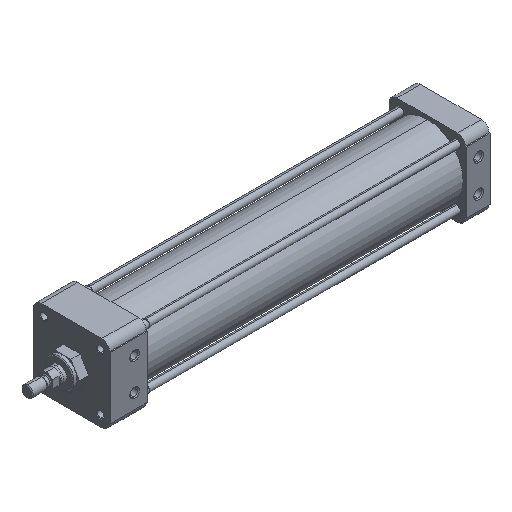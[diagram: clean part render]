
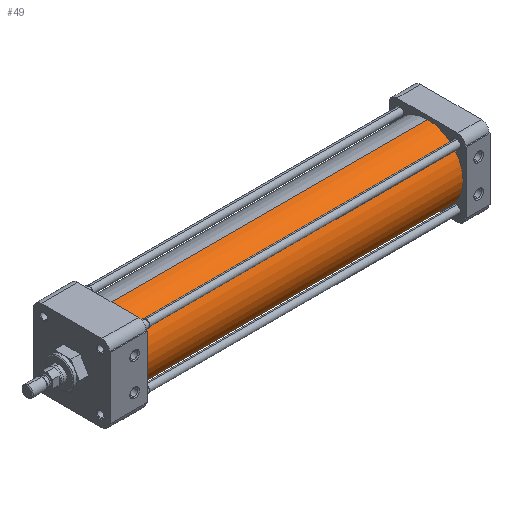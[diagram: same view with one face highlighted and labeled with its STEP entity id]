
A CAD part, isometric view. The second image highlights one B-rep face of the part: STEP entity #49.
In plain terms, the highlighted cylindrical face has radius 34.925 mm (diameter 69.85 mm), a partial arc.
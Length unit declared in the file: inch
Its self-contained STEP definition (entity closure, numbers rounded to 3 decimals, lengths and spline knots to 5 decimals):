
#49 = ADVANCED_FACE ( 'NONE', ( #5717 ), #9861, .T. ) ;
#923 = EDGE_CURVE ( 'NONE', #3843, #10103, #13119, .T. ) ;
#1307 = CARTESIAN_POINT ( 'NONE',  ( 1.42, 0., 1.375 ) ) ;
#1933 = CARTESIAN_POINT ( 'NONE',  ( 13.826, 0., -1.375 ) ) ;
#2239 = DIRECTION ( 'NONE',  ( 1., 0., 0. ) ) ;
#2386 = AXIS2_PLACEMENT_3D ( 'NONE', #2719, #2955, #11470 ) ;
#2632 = ORIENTED_EDGE ( 'NONE', *, *, #7427, .T. ) ;
#2719 = CARTESIAN_POINT ( 'NONE',  ( 13.826, 0., 0. ) ) ;
#2812 = CARTESIAN_POINT ( 'NONE',  ( 13.826, 0., 1.375 ) ) ;
#2955 = DIRECTION ( 'NONE',  ( 1., 0., 0. ) ) ;
#3843 = VERTEX_POINT ( 'NONE', #1307 ) ;
#4643 = VECTOR ( 'NONE', #2239, 39.37008 ) ;
#4961 = CARTESIAN_POINT ( 'NONE',  ( 13.826, 0., 0. ) ) ;
#5004 = CARTESIAN_POINT ( 'NONE',  ( 1.42, 0., 0. ) ) ;
#5017 = CIRCLE ( 'NONE', #6859, 1.375 ) ;
#5440 = EDGE_LOOP ( 'NONE', ( #10017, #10974, #2632, #10399 ) ) ;
#5717 = FACE_OUTER_BOUND ( 'NONE', #5440, .T. ) ;
#6071 = DIRECTION ( 'NONE',  ( 0., 0., -1. ) ) ;
#6118 = DIRECTION ( 'NONE',  ( 0., 0., -1. ) ) ;
#6859 = AXIS2_PLACEMENT_3D ( 'NONE', #5004, #12737, #6118 ) ;
#6888 = VERTEX_POINT ( 'NONE', #12235 ) ;
#7328 = VERTEX_POINT ( 'NONE', #1933 ) ;
#7427 = EDGE_CURVE ( 'NONE', #6888, #7328, #13359, .T. ) ;
#8881 = CARTESIAN_POINT ( 'NONE',  ( 13.826, 0., 1.375 ) ) ;
#9861 = CYLINDRICAL_SURFACE ( 'NONE', #2386, 1.375 ) ;
#9897 = EDGE_CURVE ( 'NONE', #3843, #6888, #5017, .T. ) ;
#10017 = ORIENTED_EDGE ( 'NONE', *, *, #923, .F. ) ;
#10103 = VERTEX_POINT ( 'NONE', #2812 ) ;
#10399 = ORIENTED_EDGE ( 'NONE', *, *, #11190, .T. ) ;
#10404 = VECTOR ( 'NONE', #12074, 39.37008 ) ;
#10974 = ORIENTED_EDGE ( 'NONE', *, *, #9897, .T. ) ;
#10978 = CARTESIAN_POINT ( 'NONE',  ( 13.826, 0., -1.375 ) ) ;
#11190 = EDGE_CURVE ( 'NONE', #7328, #10103, #12161, .T. ) ;
#11222 = AXIS2_PLACEMENT_3D ( 'NONE', #4961, #12699, #6071 ) ;
#11470 = DIRECTION ( 'NONE',  ( 0., 0., -1. ) ) ;
#12074 = DIRECTION ( 'NONE',  ( 1., 0., 0. ) ) ;
#12161 = CIRCLE ( 'NONE', #11222, 1.375 ) ;
#12235 = CARTESIAN_POINT ( 'NONE',  ( 1.42, 0., -1.375 ) ) ;
#12699 = DIRECTION ( 'NONE',  ( -1., 0., 0. ) ) ;
#12737 = DIRECTION ( 'NONE',  ( 1., 0., 0. ) ) ;
#13119 = LINE ( 'NONE', #8881, #4643 ) ;
#13359 = LINE ( 'NONE', #10978, #10404 ) ;
